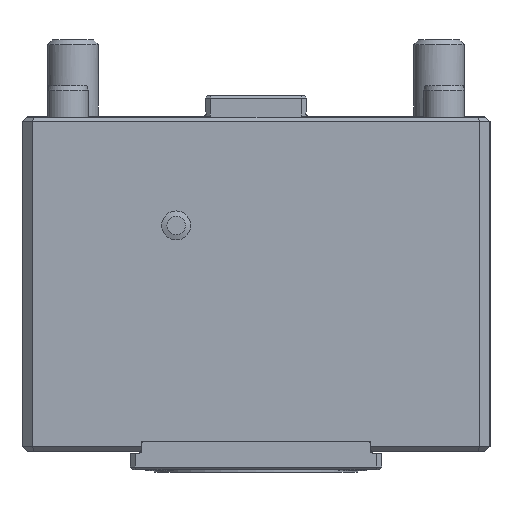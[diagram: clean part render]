
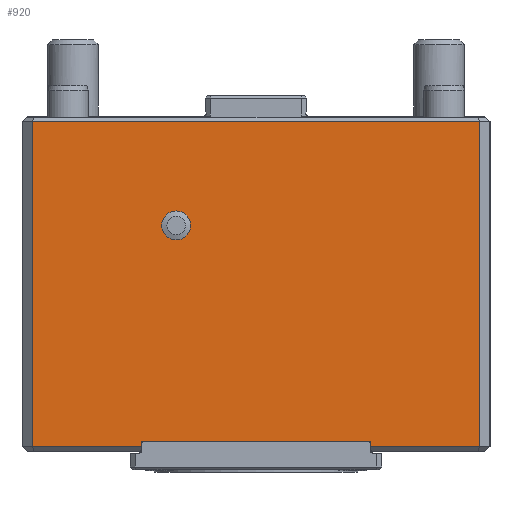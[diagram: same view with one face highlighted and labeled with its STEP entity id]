
A CAD part, left-side view. The second image highlights one B-rep face of the part: STEP entity #920.
In plain terms, the highlighted planar face has unit normal (-1, 0, 0).
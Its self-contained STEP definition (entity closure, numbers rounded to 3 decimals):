
#253=LINE('',#4998,#549);
#254=LINE('',#5000,#550);
#255=LINE('',#5002,#551);
#256=LINE('',#5004,#552);
#257=LINE('',#5006,#553);
#263=LINE('',#5018,#559);
#264=LINE('',#5022,#560);
#265=LINE('',#5024,#561);
#549=VECTOR('',#3854,1.);
#550=VECTOR('',#3857,1.);
#551=VECTOR('',#3860,1.);
#552=VECTOR('',#3863,1.);
#553=VECTOR('',#3866,1.);
#559=VECTOR('',#3876,1.);
#560=VECTOR('',#3881,1.);
#561=VECTOR('',#3882,1.);
#712=FACE_BOUND('',#1396,.T.);
#713=FACE_BOUND('',#1397,.T.);
#920=ADVANCED_FACE('',(#712,#713),#1090,.T.);
#1090=PLANE('',#3294);
#1396=EDGE_LOOP('',(#1951));
#1397=EDGE_LOOP('',(#1952,#1953,#1954,#1955,#1956,#1957,#1958,#1959));
#1951=ORIENTED_EDGE('',*,*,#2884,.F.);
#1952=ORIENTED_EDGE('',*,*,#2885,.T.);
#1953=ORIENTED_EDGE('',*,*,#2877,.T.);
#1954=ORIENTED_EDGE('',*,*,#2876,.T.);
#1955=ORIENTED_EDGE('',*,*,#2875,.T.);
#1956=ORIENTED_EDGE('',*,*,#2874,.T.);
#1957=ORIENTED_EDGE('',*,*,#2873,.T.);
#1958=ORIENTED_EDGE('',*,*,#2883,.T.);
#1959=ORIENTED_EDGE('',*,*,#2886,.F.);
#2491=VERTEX_POINT('',#4902);
#2494=VERTEX_POINT('',#4911);
#2507=VERTEX_POINT('',#4948);
#2508=VERTEX_POINT('',#4955);
#2520=VERTEX_POINT('',#4997);
#2521=VERTEX_POINT('',#5007);
#2524=VERTEX_POINT('',#5017);
#2525=VERTEX_POINT('',#5021);
#2526=VERTEX_POINT('',#5023);
#2873=EDGE_CURVE('',#2491,#2520,#253,.T.);
#2874=EDGE_CURVE('',#2494,#2491,#254,.T.);
#2875=EDGE_CURVE('',#2507,#2494,#255,.T.);
#2876=EDGE_CURVE('',#2508,#2507,#256,.T.);
#2877=EDGE_CURVE('',#2521,#2508,#257,.T.);
#2883=EDGE_CURVE('',#2520,#2524,#263,.T.);
#2884=EDGE_CURVE('',#2525,#2525,#3094,.T.);
#2885=EDGE_CURVE('',#2526,#2521,#264,.T.);
#2886=EDGE_CURVE('',#2526,#2524,#265,.T.);
#3094=CIRCLE('',#3293,2.847);
#3293=AXIS2_PLACEMENT_3D('',#5020,#3879,#3880);
#3294=AXIS2_PLACEMENT_3D('',#5025,#3883,#3884);
#3854=DIRECTION('',(0.,-1.,0.));
#3857=DIRECTION('',(0.,0.,-1.));
#3860=DIRECTION('',(0.,1.,0.));
#3863=DIRECTION('',(0.,0.,1.));
#3866=DIRECTION('',(0.,-1.,0.));
#3876=DIRECTION('',(0.,0.,1.));
#3879=DIRECTION('',(-1.,0.,0.));
#3880=DIRECTION('',(0.,-1.,0.));
#3881=DIRECTION('',(0.,0.,-1.));
#3882=DIRECTION('',(0.,1.,0.));
#3883=DIRECTION('',(-1.,0.,0.));
#3884=DIRECTION('',(0.,0.,1.));
#4902=CARTESIAN_POINT('',(-30.,44.,-65.));
#4911=CARTESIAN_POINT('',(-30.,44.,-1.));
#4948=CARTESIAN_POINT('',(-30.,-44.,-1.));
#4955=CARTESIAN_POINT('',(-30.,-44.,-65.));
#4997=CARTESIAN_POINT('',(-30.,22.514,-65.));
#4998=CARTESIAN_POINT('',(-30.,46.,-65.));
#5000=CARTESIAN_POINT('',(-30.,44.,-66.));
#5002=CARTESIAN_POINT('',(-30.,46.,-1.));
#5004=CARTESIAN_POINT('',(-30.,-44.,-66.));
#5006=CARTESIAN_POINT('',(-30.,46.,-65.));
#5007=CARTESIAN_POINT('',(-30.,-22.514,-65.));
#5017=CARTESIAN_POINT('',(-30.,22.514,-64.));
#5018=CARTESIAN_POINT('',(-30.,22.514,-66.));
#5020=CARTESIAN_POINT('',(-30.,15.7,-21.5));
#5021=CARTESIAN_POINT('',(-30.,12.853,-21.5));
#5022=CARTESIAN_POINT('',(-30.,-22.514,-66.));
#5023=CARTESIAN_POINT('',(-30.,-22.514,-64.));
#5024=CARTESIAN_POINT('',(-30.,-33.25,-64.));
#5025=CARTESIAN_POINT('',(-30.,46.,-66.));
